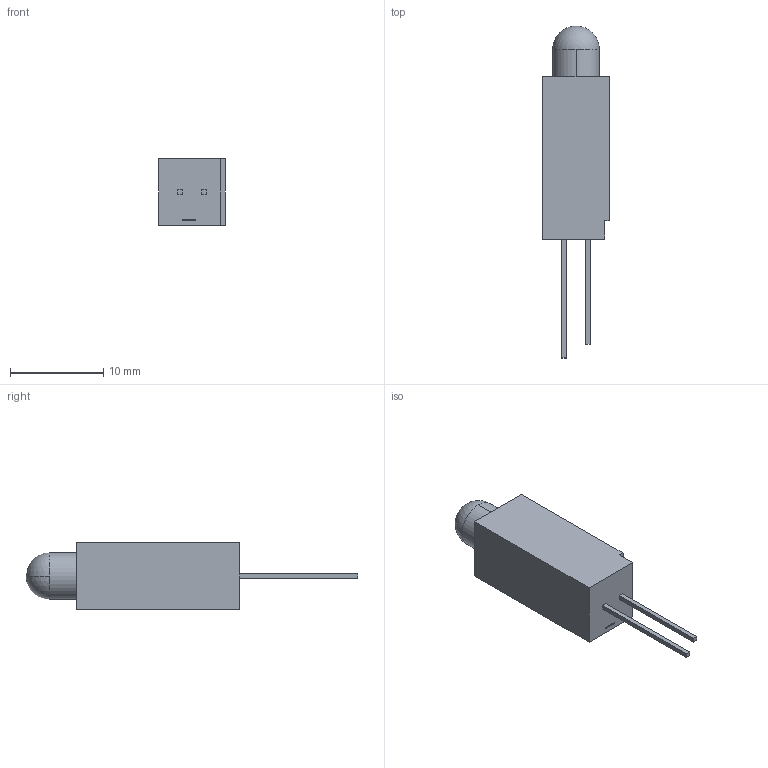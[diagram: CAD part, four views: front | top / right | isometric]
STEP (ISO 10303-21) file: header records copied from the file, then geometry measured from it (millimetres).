
FILE_DESCRIPTION (( 'STEP AP214' ), '1' );
FILE_NAME ('XVN1Lxx12x22-86.STEP', '2015-09-10T17:34:44', ( '' ), ( '' ), 'SwSTEP 2.0', 'SolidWorks 2012', '' );
FILE_SCHEMA (( 'AUTOMOTIVE_DESIGN' ));
Length unit declared in the file: millimetre
Products named in the file (1): XVN1Lxx12x22-86
Bounding box: 7.14 x 35.6 x 7.14 mm (x, y, z)
Volume: 976.7 mm3; surface area: 711.1 mm2
Topology: 1 solids, 1 shells, 212 faces, 576 edges, 383 vertices
Faces by surface type: plane 140, bspline 68, cylinder 2, sphere 2
Entity records: 11372 total; most frequent: CARTESIAN_POINT 4382, ORIENTED_EDGE 1148, DIRECTION 736, EDGE_CURVE 574, VECTOR 430, LINE 430, VERTEX_POINT 383, EDGE_LOOP 231
